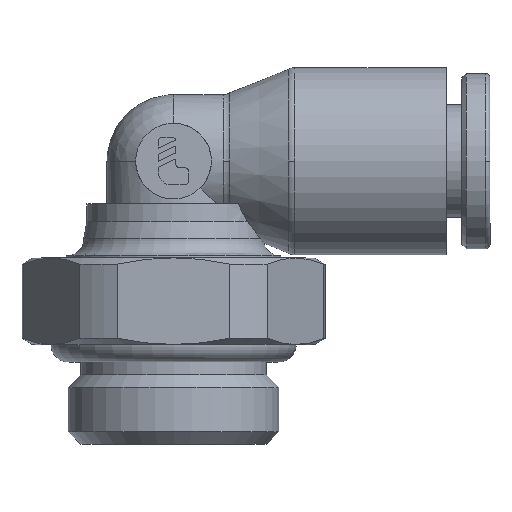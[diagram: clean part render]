
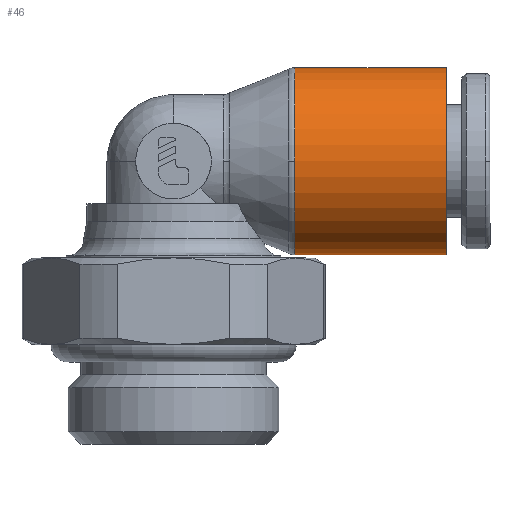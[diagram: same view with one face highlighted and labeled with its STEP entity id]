
A CAD part, top view. The second image highlights one B-rep face of the part: STEP entity #46.
In plain terms, the highlighted cylindrical face has radius 4.325 mm (diameter 8.65 mm), a partial arc.
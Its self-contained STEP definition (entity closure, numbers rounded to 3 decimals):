
#46=ADVANCED_FACE('',(#158),#159,.T.);
#158=FACE_OUTER_BOUND('',#390,.T.);
#159=CYLINDRICAL_SURFACE('',#391,4.325);
#390=EDGE_LOOP('',(#622,#623,#624,#625,#626));
#391=AXIS2_PLACEMENT_3D('',#627,#628,#629);
#622=ORIENTED_EDGE('',*,*,#1499,.F.);
#623=ORIENTED_EDGE('',*,*,#1500,.T.);
#624=ORIENTED_EDGE('',*,*,#1501,.T.);
#625=ORIENTED_EDGE('',*,*,#1502,.F.);
#626=ORIENTED_EDGE('',*,*,#1503,.F.);
#627=CARTESIAN_POINT('',(-3.5,0.0,0.0));
#628=DIRECTION('',(1.0,0.0,0.0));
#629=DIRECTION('',(0.0,1.0,0.0));
#1499=EDGE_CURVE('',#1771,#1772,#1773,.T.);
#1500=EDGE_CURVE('',#1771,#1774,#1775,.T.);
#1501=EDGE_CURVE('',#1774,#1776,#1777,.T.);
#1502=EDGE_CURVE('',#1778,#1776,#1779,.T.);
#1503=EDGE_CURVE('',#1772,#1778,#1780,.T.);
#1771=VERTEX_POINT('',#2214);
#1772=VERTEX_POINT('',#2215);
#1773=LINE('',#2216,#2217);
#1774=VERTEX_POINT('',#2218);
#1775=CIRCLE('',#2219,4.325);
#1776=VERTEX_POINT('',#2220);
#1777=CIRCLE('',#2221,4.325);
#1778=VERTEX_POINT('',#2222);
#1779=LINE('',#2223,#2224);
#1780=CIRCLE('',#2225,4.325);
#2214=CARTESIAN_POINT('',(-7.0,4.325,0.0));
#2215=CARTESIAN_POINT('',(0.,4.325,0.0));
#2216=CARTESIAN_POINT('',(-3.5,4.325,0.));
#2217=VECTOR('',#3320,1.0);
#2218=CARTESIAN_POINT('',(-7.0,0.,4.325));
#2219=AXIS2_PLACEMENT_3D('',#3321,#3322,#3323);
#2220=CARTESIAN_POINT('',(-7.0,-4.325,0.));
#2221=AXIS2_PLACEMENT_3D('',#3324,#3325,#3326);
#2222=CARTESIAN_POINT('',(0.,-4.325,0.));
#2223=CARTESIAN_POINT('',(-3.5,-4.325,0.));
#2224=VECTOR('',#3327,1.0);
#2225=AXIS2_PLACEMENT_3D('',#3328,#3329,#3330);
#3320=DIRECTION('',(1.0,0.0,0.0));
#3321=CARTESIAN_POINT('',(-7.0,0.0,0.0));
#3322=DIRECTION('',(1.0,0.0,0.0));
#3323=DIRECTION('',(0.0,1.0,0.0));
#3324=CARTESIAN_POINT('',(-7.0,0.0,0.0));
#3325=DIRECTION('',(1.0,0.0,0.0));
#3326=DIRECTION('',(0.0,1.0,0.0));
#3327=DIRECTION('',(-1.0,-0.0,-0.0));
#3328=CARTESIAN_POINT('',(0.,0.0,0.0));
#3329=DIRECTION('',(1.0,0.0,0.0));
#3330=DIRECTION('',(0.0,1.0,0.0));
